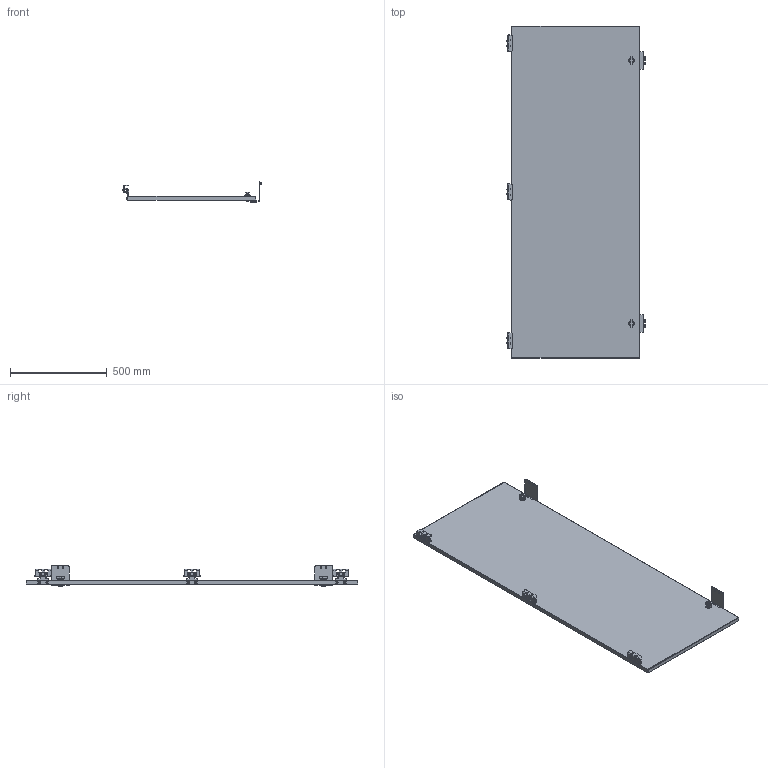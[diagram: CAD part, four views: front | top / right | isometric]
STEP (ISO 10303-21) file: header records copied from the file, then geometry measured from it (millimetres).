
FILE_DESCRIPTION (( 'STEP AP214' ), '1' );
FILE_NAME ('SCE-DF72EL60.STEP', '2022-07-26T13:13:12', ( '' ), ( '' ), 'SwSTEP 2.0', 'SolidWorks 2021', '' );
FILE_SCHEMA (( 'AUTOMOTIVE_DESIGN' ));
Length unit declared in the file: inch
Products named in the file (1): SCE-DF72EL60
Bounding box: 717.38 x 1714.5 x 109.71 mm (x, y, z)
Volume: 2069866 mm3; surface area: 2630433.8 mm2
Topology: 54 solids, 54 shells, 2129 faces, 5420 edges, 3330 vertices
Faces by surface type: plane 1082, cylinder 636, bspline 230, torus 97, cone 62, sphere 22
Full cylindrical faces by diameter (mm): 3.962 x3, 4.318 x10, 4.369 x10, 4.775 x6, 4.826 x6, 4.978 x9, 5 x2, 5.334 x6, 5.5 x2, 5.639 x6, 6.198 x10, 6.325 x6, 6.35 x16, 6.756 x6, 8.636 x6, 9.474 x6, 9.9 x2, 10 x2, 11 x2, 12.8 x2, 13.5 x2, 16 x4, 16.1 x2, 19.8 x2, 28 x2
Entity records: 69669 total; most frequent: CARTESIAN_POINT 20924, ORIENTED_EDGE 9886, DIRECTION 9551, EDGE_CURVE 4943, AXIS2_PLACEMENT_3D 3364, VERTEX_POINT 3228, LINE 2823, VECTOR 2823
